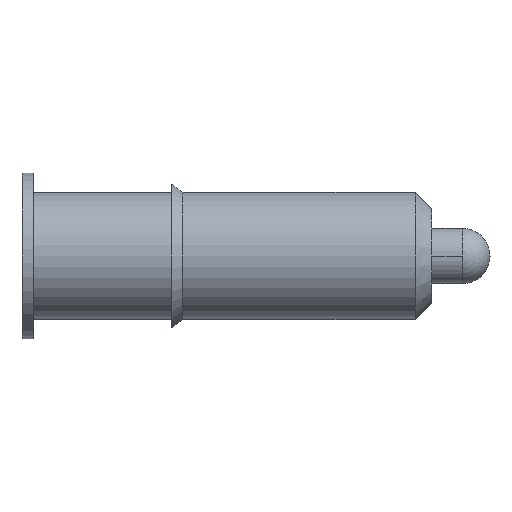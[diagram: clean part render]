
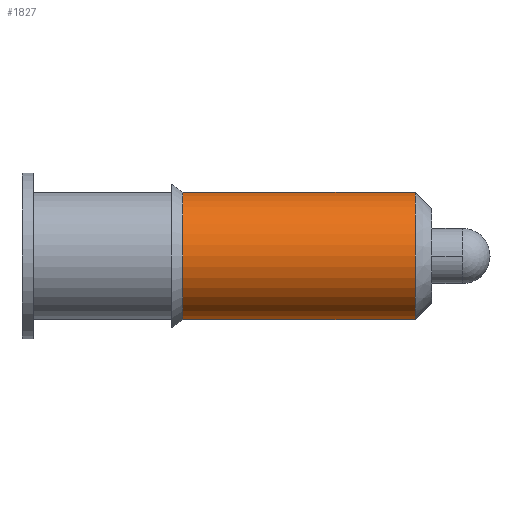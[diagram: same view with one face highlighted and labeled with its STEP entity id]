
A CAD part, left-side view. The second image highlights one B-rep face of the part: STEP entity #1827.
In plain terms, the highlighted cylindrical face has radius 5.75 mm (diameter 11.5 mm), a partial arc.
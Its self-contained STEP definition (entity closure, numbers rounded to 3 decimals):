
#635=CARTESIAN_POINT('',(0.,22.486,0.));
#636=DIRECTION('',(0.,1.,0.));
#637=DIRECTION('',(0.,0.,-1.));
#638=AXIS2_PLACEMENT_3D('',#635,#636,#637);
#658=DIRECTION('',(0.,1.,0.));
#659=VECTOR('',#658,20.986);
#660=CARTESIAN_POINT('',(0.,1.5,-5.75));
#661=LINE('',#660,#659);
#665=DIRECTION('',(0.,1.,0.));
#666=VECTOR('',#665,20.986);
#667=CARTESIAN_POINT('',(0.,1.5,5.75));
#668=LINE('',#667,#666);
#679=CARTESIAN_POINT('',(0.,1.5,0.));
#680=DIRECTION('',(0.,-1.,0.));
#681=DIRECTION('',(0.,0.,1.));
#682=AXIS2_PLACEMENT_3D('',#679,#680,#681);
#1115=CARTESIAN_POINT('',(0.,1.5,-5.75));
#1116=CARTESIAN_POINT('',(0.,1.5,5.75));
#1117=VERTEX_POINT('',#1115);
#1118=VERTEX_POINT('',#1116);
#1119=CARTESIAN_POINT('',(0.,22.486,5.75));
#1120=CARTESIAN_POINT('',(0.,22.486,-5.75));
#1121=VERTEX_POINT('',#1119);
#1122=VERTEX_POINT('',#1120);
#1815=CARTESIAN_POINT('',(0.,37.,0.));
#1816=DIRECTION('',(0.,-1.,0.));
#1817=DIRECTION('',(0.,0.,-1.));
#1818=AXIS2_PLACEMENT_3D('',#1815,#1816,#1817);
#1819=CYLINDRICAL_SURFACE('',#1818,5.75);
#1820=ORIENTED_EDGE('',*,*,#1803,.F.);
#1822=ORIENTED_EDGE('',*,*,#1821,.T.);
#1823=ORIENTED_EDGE('',*,*,#1799,.T.);
#1824=ORIENTED_EDGE('',*,*,#1761,.T.);
#1825=EDGE_LOOP('',(#1820,#1822,#1823,#1824));
#1826=FACE_OUTER_BOUND('',#1825,.F.);
#1827=ADVANCED_FACE('',(#1826),#1819,.T.);
#639=CIRCLE('',#638,5.75);
#683=CIRCLE('',#682,5.75);
#1761=EDGE_CURVE('',#1122,#1121,#639,.T.);
#1799=EDGE_CURVE('',#1117,#1122,#661,.T.);
#1803=EDGE_CURVE('',#1118,#1121,#668,.T.);
#1821=EDGE_CURVE('',#1118,#1117,#683,.T.);
